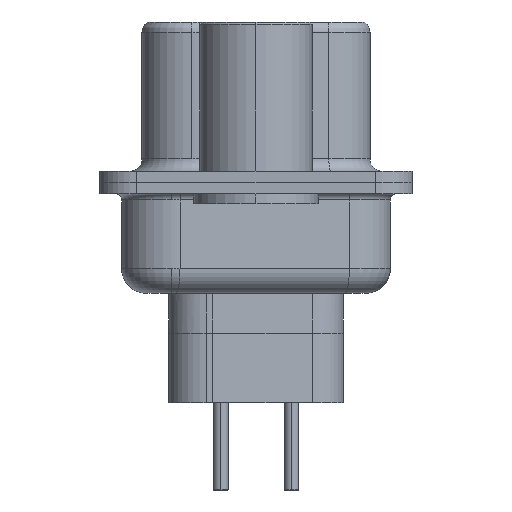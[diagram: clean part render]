
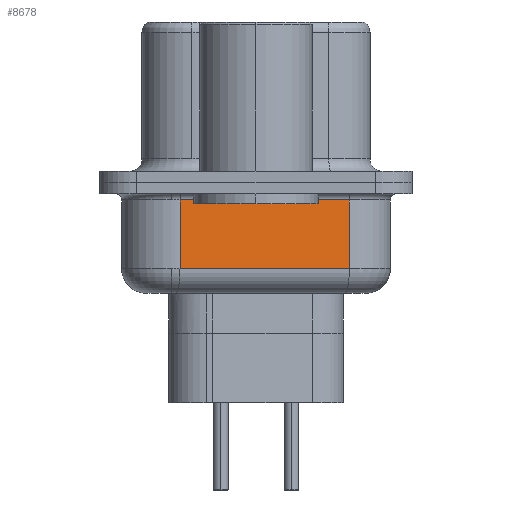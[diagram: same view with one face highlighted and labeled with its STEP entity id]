
A CAD part, left-side view. The second image highlights one B-rep face of the part: STEP entity #8678.
In plain terms, the highlighted planar face has unit normal (-0.985, -0.174, 0).
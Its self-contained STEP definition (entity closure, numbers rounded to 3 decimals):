
#234 = LINE ( 'NONE', #18458, #20500 ) ;
#247 = EDGE_CURVE ( 'NONE', #15698, #11178, #7040, .T. ) ;
#1762 = ORIENTED_EDGE ( 'NONE', *, *, #11602, .T. ) ;
#1775 = VECTOR ( 'NONE', #8668, 1000. ) ;
#2152 = ORIENTED_EDGE ( 'NONE', *, *, #19047, .T. ) ;
#2255 = DIRECTION ( 'NONE',  ( 0., 0., 1. ) ) ;
#4110 = VERTEX_POINT ( 'NONE', #14997 ) ;
#6404 = VERTEX_POINT ( 'NONE', #14056 ) ;
#6670 = EDGE_CURVE ( 'NONE', #15698, #4110, #234, .T. ) ;
#7040 = LINE ( 'NONE', #19686, #20579 ) ;
#8318 = LINE ( 'NONE', #8796, #1775 ) ;
#8668 = DIRECTION ( 'NONE',  ( 0., 0., 1. ) ) ;
#8678 = ADVANCED_FACE ( 'NONE', ( #18903 ), #9957, .F. ) ;
#8796 = CARTESIAN_POINT ( 'NONE',  ( 4.089, -3.747, -4.45 ) ) ;
#8834 = CARTESIAN_POINT ( 'NONE',  ( 2.89, 3.053, -3.45 ) ) ;
#8911 = ORIENTED_EDGE ( 'NONE', *, *, #247, .T. ) ;
#9157 = LINE ( 'NONE', #9260, #16455 ) ;
#9260 = CARTESIAN_POINT ( 'NONE',  ( 2.89, 3.053, -0.7 ) ) ;
#9957 = PLANE ( 'NONE',  #20539 ) ;
#11178 = VERTEX_POINT ( 'NONE', #23246 ) ;
#11602 = EDGE_CURVE ( 'NONE', #6404, #4110, #9157, .T. ) ;
#14056 = CARTESIAN_POINT ( 'NONE',  ( 4.089, -3.747, -0.7 ) ) ;
#14997 = CARTESIAN_POINT ( 'NONE',  ( 2.89, 3.053, -0.7 ) ) ;
#15698 = VERTEX_POINT ( 'NONE', #8834 ) ;
#16455 = VECTOR ( 'NONE', #23365, 1000. ) ;
#17120 = DIRECTION ( 'NONE',  ( 0.985, 0.174, 0. ) ) ;
#18458 = CARTESIAN_POINT ( 'NONE',  ( 2.89, 3.053, -4.45 ) ) ;
#18903 = FACE_OUTER_BOUND ( 'NONE', #21993, .T. ) ;
#19047 = EDGE_CURVE ( 'NONE', #11178, #6404, #8318, .T. ) ;
#19563 = DIRECTION ( 'NONE',  ( 0.174, -0.985, 0. ) ) ;
#19686 = CARTESIAN_POINT ( 'NONE',  ( 2.89, 3.053, -3.45 ) ) ;
#20500 = VECTOR ( 'NONE', #2255, 1000. ) ;
#20539 = AXIS2_PLACEMENT_3D ( 'NONE', #22493, #17120, #22725 ) ;
#20579 = VECTOR ( 'NONE', #19563, 1000. ) ;
#21275 = ORIENTED_EDGE ( 'NONE', *, *, #6670, .F. ) ;
#21993 = EDGE_LOOP ( 'NONE', ( #21275, #8911, #2152, #1762 ) ) ;
#22493 = CARTESIAN_POINT ( 'NONE',  ( 2.89, 3.053, -4.45 ) ) ;
#22725 = DIRECTION ( 'NONE',  ( -0.174, 0.985, 0. ) ) ;
#23246 = CARTESIAN_POINT ( 'NONE',  ( 4.089, -3.747, -3.45 ) ) ;
#23365 = DIRECTION ( 'NONE',  ( -0.174, 0.985, 0. ) ) ;
